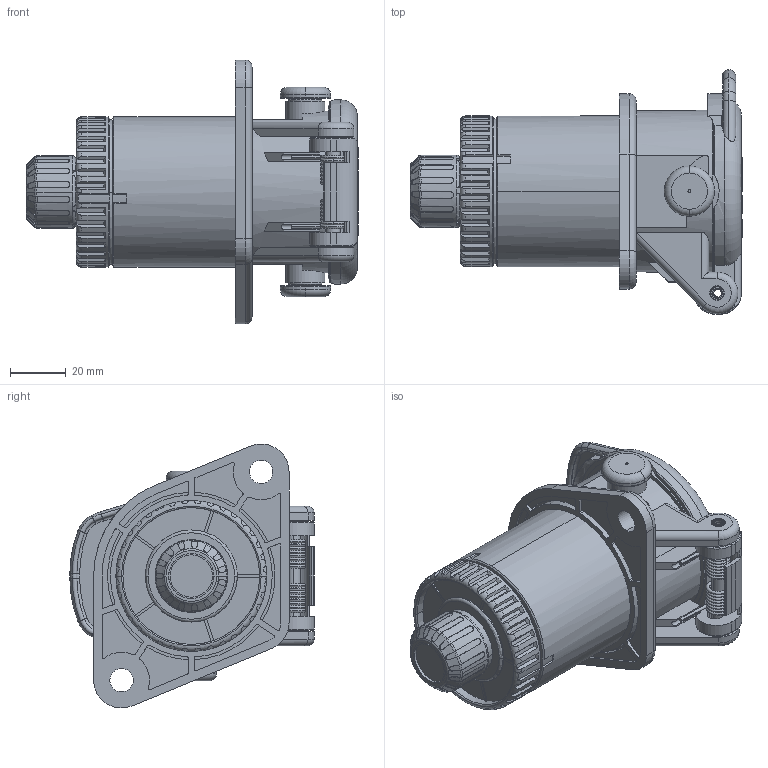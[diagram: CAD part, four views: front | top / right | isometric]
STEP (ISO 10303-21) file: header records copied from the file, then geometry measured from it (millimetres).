
FILE_DESCRIPTION((''),'2;1');
FILE_NAME('141029_SW0001','2021-06-16T10:36:45',('teru'),(''),'CREO PARAMETRIC BY PTC INC, 2017380','CREO PARAMETRIC BY PTC INC, 2017380','');
FILE_SCHEMA(('CONFIG_CONTROL_DESIGN'));
Length unit declared in the file: millimetre
Products named in the file (1): 141029_SW0001
Bounding box: 118.95 x 87.52 x 94.56 mm (x, y, z)
Volume: 280325 mm3; surface area: 51536.4 mm2
Topology: 13 solids, 13 shells, 1364 faces, 3702 edges, 2393 vertices
Faces by surface type: plane 689, cylinder 392, torus 170, cone 110, sphere 2, bspline 1
Entity records: 46348 total; most frequent: CARTESIAN_POINT 11541, ORIENTED_EDGE 7404, DIRECTION 7250, EDGE_CURVE 3702, AXIS2_PLACEMENT_3D 2573, VERTEX_POINT 2393, VECTOR 2104, LINE 2104
